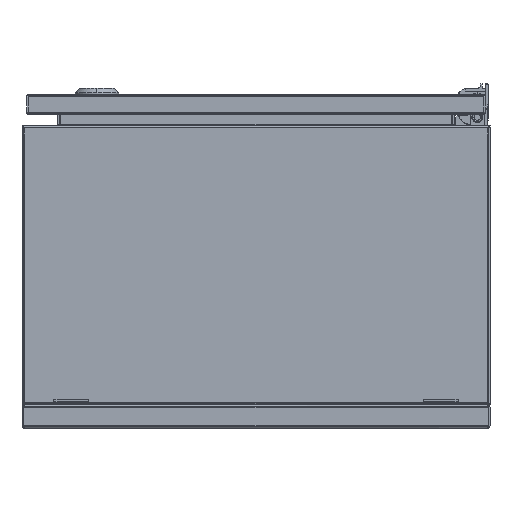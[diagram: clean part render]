
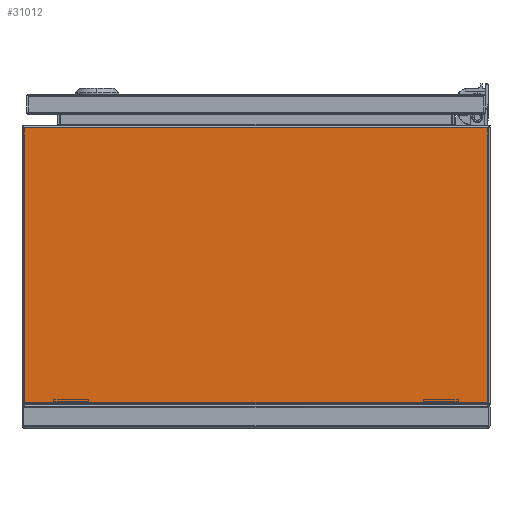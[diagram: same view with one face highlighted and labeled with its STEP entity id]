
A CAD part, front view. The second image highlights one B-rep face of the part: STEP entity #31012.
In plain terms, the highlighted planar face has unit normal (0, -1, 0).
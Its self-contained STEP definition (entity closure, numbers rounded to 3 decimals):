
#555 = CARTESIAN_POINT ( 'NONE',  ( 148.5, -400., 15.5 ) ) ;
#2165 = EDGE_LOOP ( 'NONE', ( #16958, #50323, #68846, #17630 ) ) ;
#9381 = VERTEX_POINT ( 'NONE', #34990 ) ;
#9987 = LINE ( 'NONE', #68756, #44161 ) ;
#10649 = VERTEX_POINT ( 'NONE', #64522 ) ;
#12457 = EDGE_CURVE ( 'NONE', #10649, #68077, #42213, .T. ) ;
#14859 = VECTOR ( 'NONE', #30164, 1000. ) ;
#15032 = DIRECTION ( 'NONE',  ( 0., 0., 1. ) ) ;
#16084 = CARTESIAN_POINT ( 'NONE',  ( -148.5, -400., 191.5 ) ) ;
#16958 = ORIENTED_EDGE ( 'NONE', *, *, #12457, .F. ) ;
#17630 = ORIENTED_EDGE ( 'NONE', *, *, #71815, .T. ) ;
#19100 = CARTESIAN_POINT ( 'NONE',  ( 148.5, -400., 191.5 ) ) ;
#22172 = DIRECTION ( 'NONE',  ( 0., -1., 0. ) ) ;
#23414 = DIRECTION ( 'NONE',  ( 1., 0., 0. ) ) ;
#23750 = VECTOR ( 'NONE', #29786, 1000. ) ;
#29786 = DIRECTION ( 'NONE',  ( 0., 0., -1. ) ) ;
#30164 = DIRECTION ( 'NONE',  ( -1., 0., 0. ) ) ;
#31012 = ADVANCED_FACE ( 'NONE', ( #37834 ), #76517, .T. ) ;
#34990 = CARTESIAN_POINT ( 'NONE',  ( -148.5, -400., 15.5 ) ) ;
#35623 = CARTESIAN_POINT ( 'NONE',  ( 150., -400., 15.5 ) ) ;
#37834 = FACE_OUTER_BOUND ( 'NONE', #2165, .T. ) ;
#39820 = LINE ( 'NONE', #16084, #23750 ) ;
#42213 = LINE ( 'NONE', #64334, #51878 ) ;
#43029 = CARTESIAN_POINT ( 'NONE',  ( 150., -400., 15.5 ) ) ;
#44161 = VECTOR ( 'NONE', #15032, 1000. ) ;
#50323 = ORIENTED_EDGE ( 'NONE', *, *, #65401, .T. ) ;
#51243 = LINE ( 'NONE', #43029, #14859 ) ;
#51878 = VECTOR ( 'NONE', #23414, 1000. ) ;
#64334 = CARTESIAN_POINT ( 'NONE',  ( 150., -400., 191.5 ) ) ;
#64522 = CARTESIAN_POINT ( 'NONE',  ( -148.5, -400., 191.5 ) ) ;
#65401 = EDGE_CURVE ( 'NONE', #10649, #9381, #39820, .T. ) ;
#68077 = VERTEX_POINT ( 'NONE', #19100 ) ;
#68756 = CARTESIAN_POINT ( 'NONE',  ( 148.5, -400., 15.5 ) ) ;
#68846 = ORIENTED_EDGE ( 'NONE', *, *, #88562, .F. ) ;
#69936 = DIRECTION ( 'NONE',  ( 1., 0., 0. ) ) ;
#71815 = EDGE_CURVE ( 'NONE', #86246, #68077, #9987, .T. ) ;
#76517 = PLANE ( 'NONE',  #85445 ) ;
#85445 = AXIS2_PLACEMENT_3D ( 'NONE', #35623, #22172, #69936 ) ;
#86246 = VERTEX_POINT ( 'NONE', #555 ) ;
#88562 = EDGE_CURVE ( 'NONE', #86246, #9381, #51243, .T. ) ;
